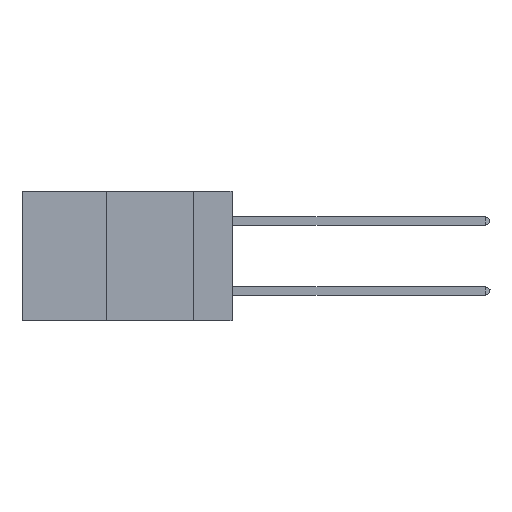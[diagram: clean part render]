
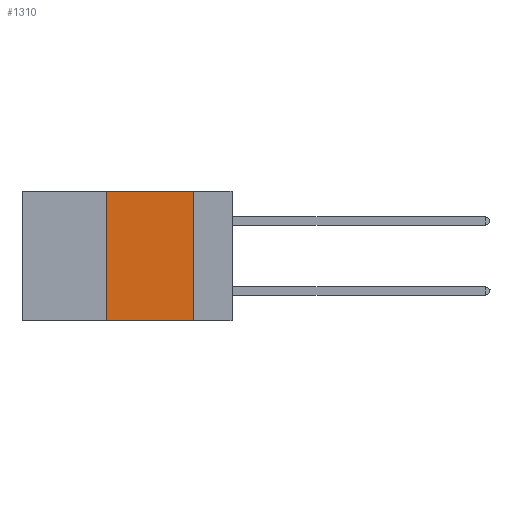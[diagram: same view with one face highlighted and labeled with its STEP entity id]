
A CAD part, left-side view. The second image highlights one B-rep face of the part: STEP entity #1310.
In plain terms, the highlighted planar face has unit normal (-1, 0, 0).
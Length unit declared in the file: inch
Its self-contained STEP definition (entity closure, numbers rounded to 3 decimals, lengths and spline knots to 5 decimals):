
#1071 = DIRECTION ( 'NONE',  ( 0., 0., 1. ) ) ;
#1310 = ADVANCED_FACE ( 'NONE', ( #13113 ), #7939, .F. ) ;
#1400 = VERTEX_POINT ( 'NONE', #8707 ) ;
#2705 = AXIS2_PLACEMENT_3D ( 'NONE', #24982, #15151, #3387 ) ;
#2813 = DIRECTION ( 'NONE',  ( 0., -1., 0. ) ) ;
#2902 = VERTEX_POINT ( 'NONE', #14496 ) ;
#3077 = CARTESIAN_POINT ( 'NONE',  ( 0., 0.6, -0.37 ) ) ;
#3387 = DIRECTION ( 'NONE',  ( 0., 0., -1. ) ) ;
#4830 = VECTOR ( 'NONE', #22798, 39.37008 ) ;
#4852 = ORIENTED_EDGE ( 'NONE', *, *, #27717, .T. ) ;
#5367 = CARTESIAN_POINT ( 'NONE',  ( 0., 0.36, -0.37 ) ) ;
#6235 = EDGE_LOOP ( 'NONE', ( #6671, #11017, #15680, #4852 ) ) ;
#6671 = ORIENTED_EDGE ( 'NONE', *, *, #13190, .F. ) ;
#7939 = PLANE ( 'NONE',  #2705 ) ;
#8258 = EDGE_CURVE ( 'NONE', #2902, #26592, #22221, .T. ) ;
#8707 = CARTESIAN_POINT ( 'NONE',  ( 0., 0.11, -0.37 ) ) ;
#11017 = ORIENTED_EDGE ( 'NONE', *, *, #8258, .F. ) ;
#12115 = CARTESIAN_POINT ( 'NONE',  ( 0., 0.11, 0. ) ) ;
#12525 = CARTESIAN_POINT ( 'NONE',  ( 0., 0.6, 0. ) ) ;
#13113 = FACE_OUTER_BOUND ( 'NONE', #6235, .T. ) ;
#13190 = EDGE_CURVE ( 'NONE', #26592, #1400, #19321, .T. ) ;
#14419 = VECTOR ( 'NONE', #14470, 39.37008 ) ;
#14470 = DIRECTION ( 'NONE',  ( 0., 0., -1. ) ) ;
#14496 = CARTESIAN_POINT ( 'NONE',  ( 0., 0.36, 0. ) ) ;
#14995 = LINE ( 'NONE', #3077, #4830 ) ;
#15151 = DIRECTION ( 'NONE',  ( 1., 0., 0. ) ) ;
#15680 = ORIENTED_EDGE ( 'NONE', *, *, #27366, .F. ) ;
#15909 = CARTESIAN_POINT ( 'NONE',  ( 0., 0.11, 0. ) ) ;
#18990 = VERTEX_POINT ( 'NONE', #5367 ) ;
#19321 = LINE ( 'NONE', #12115, #14419 ) ;
#22221 = LINE ( 'NONE', #12525, #30634 ) ;
#22798 = DIRECTION ( 'NONE',  ( 0., -1., 0. ) ) ;
#24982 = CARTESIAN_POINT ( 'NONE',  ( 0., 0.6, 0. ) ) ;
#25500 = CARTESIAN_POINT ( 'NONE',  ( 0., 0.36, 0. ) ) ;
#26292 = VECTOR ( 'NONE', #1071, 39.37008 ) ;
#26592 = VERTEX_POINT ( 'NONE', #15909 ) ;
#27366 = EDGE_CURVE ( 'NONE', #18990, #2902, #27525, .T. ) ;
#27525 = LINE ( 'NONE', #25500, #26292 ) ;
#27717 = EDGE_CURVE ( 'NONE', #18990, #1400, #14995, .T. ) ;
#30634 = VECTOR ( 'NONE', #2813, 39.37008 ) ;
